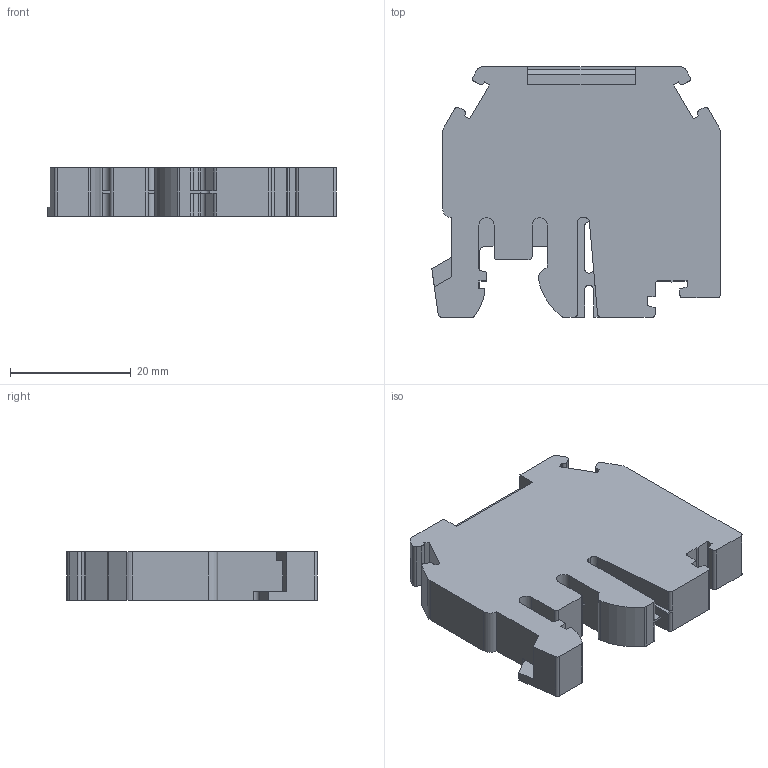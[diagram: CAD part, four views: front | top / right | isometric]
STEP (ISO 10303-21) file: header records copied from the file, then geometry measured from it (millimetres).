
FILE_DESCRIPTION(('Creo Elements/Direct Modeling STEP Export'),'2;1');
FILE_NAME('BTU.stp','2012-06-27T11:36:08',(''),(''),'Creo Elements/Direct Modeling STEP processor for AP214 (Solid Model)','Creo Elements/Direct Modeling 18.0B 02-Dec-2011 (C) Parametric Technology GmbH','');
FILE_SCHEMA(('AUTOMOTIVE_DESIGN { 1 0 10303 214 1 1 1 1 }'));
Length unit declared in the file: millimetre
Products named in the file (2): BTU
Assembly tree (1 placements, depth 2):
  BTU
    BTU
Bounding box: 47.83 x 41.5 x 8 mm (x, y, z)
Volume: 12331.8 mm3; surface area: 5501.2 mm2
Topology: 1 solids, 1 shells, 139 faces, 419 edges, 279 vertices
Faces by surface type: plane 94, cylinder 45
Entity records: 4564 total; most frequent: ORIENTED_EDGE 838, CARTESIAN_POINT 797, DIRECTION 733, EDGE_CURVE 419, VECTOR 303, LINE 303, VERTEX_POINT 279, AXIS2_PLACEMENT_3D 215
